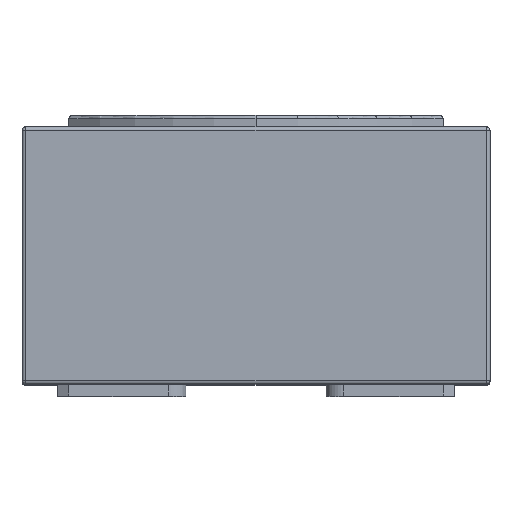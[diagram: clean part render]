
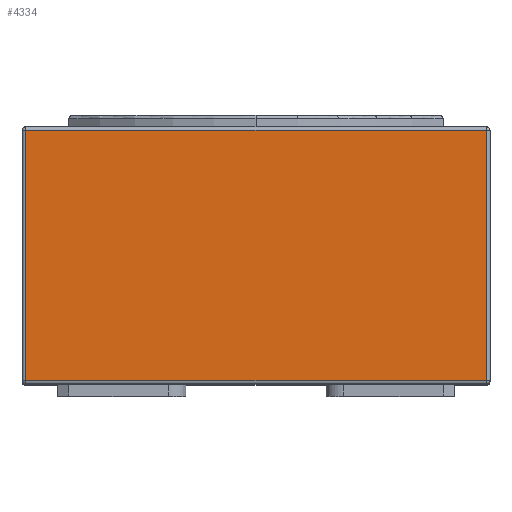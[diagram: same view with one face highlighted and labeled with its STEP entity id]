
A CAD part, top view. The second image highlights one B-rep face of the part: STEP entity #4334.
In plain terms, the highlighted planar face has unit normal (0, 0, 1).
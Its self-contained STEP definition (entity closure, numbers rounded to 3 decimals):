
#35 = VECTOR ( 'NONE', #3672, 1000. ) ;
#43 = AXIS2_PLACEMENT_3D ( 'NONE', #2404, #700, #4979 ) ;
#196 = ORIENTED_EDGE ( 'NONE', *, *, #2748, .T. ) ;
#526 = ORIENTED_EDGE ( 'NONE', *, *, #3169, .T. ) ;
#700 = DIRECTION ( 'NONE',  ( 0., 0., -1. ) ) ;
#739 = CARTESIAN_POINT ( 'NONE',  ( 0.985, 1.15, 1.25 ) ) ;
#753 = EDGE_CURVE ( 'NONE', #1136, #1323, #4848, .T. ) ;
#808 = CARTESIAN_POINT ( 'NONE',  ( -1., 1.135, 1.25 ) ) ;
#885 = FACE_OUTER_BOUND ( 'NONE', #2262, .T. ) ;
#1060 = ORIENTED_EDGE ( 'NONE', *, *, #5363, .T. ) ;
#1123 = DIRECTION ( 'NONE',  ( 0., -1., 0. ) ) ;
#1136 = VERTEX_POINT ( 'NONE', #3985 ) ;
#1323 = VERTEX_POINT ( 'NONE', #3646 ) ;
#1920 = CARTESIAN_POINT ( 'NONE',  ( -1., 0.065, 1.25 ) ) ;
#2262 = EDGE_LOOP ( 'NONE', ( #3766, #196, #526, #1060 ) ) ;
#2404 = CARTESIAN_POINT ( 'NONE',  ( -1., 1.15, 1.25 ) ) ;
#2543 = DIRECTION ( 'NONE',  ( -1., 0., 0. ) ) ;
#2551 = LINE ( 'NONE', #808, #3141 ) ;
#2748 = EDGE_CURVE ( 'NONE', #1323, #5288, #3084, .T. ) ;
#2859 = DIRECTION ( 'NONE',  ( 0., 1., 0. ) ) ;
#3084 = LINE ( 'NONE', #739, #5269 ) ;
#3090 = VECTOR ( 'NONE', #1123, 1000. ) ;
#3141 = VECTOR ( 'NONE', #2543, 1000. ) ;
#3169 = EDGE_CURVE ( 'NONE', #5288, #4904, #2551, .T. ) ;
#3298 = PLANE ( 'NONE',  #43 ) ;
#3559 = LINE ( 'NONE', #4564, #3090 ) ;
#3646 = CARTESIAN_POINT ( 'NONE',  ( 0.985, 0.065, 1.25 ) ) ;
#3672 = DIRECTION ( 'NONE',  ( 1., 0., 0. ) ) ;
#3766 = ORIENTED_EDGE ( 'NONE', *, *, #753, .T. ) ;
#3769 = CARTESIAN_POINT ( 'NONE',  ( -0.985, 1.135, 1.25 ) ) ;
#3985 = CARTESIAN_POINT ( 'NONE',  ( -0.985, 0.065, 1.25 ) ) ;
#4334 = ADVANCED_FACE ( 'NONE', ( #885 ), #3298, .F. ) ;
#4564 = CARTESIAN_POINT ( 'NONE',  ( -0.985, 1.15, 1.25 ) ) ;
#4848 = LINE ( 'NONE', #1920, #35 ) ;
#4904 = VERTEX_POINT ( 'NONE', #3769 ) ;
#4979 = DIRECTION ( 'NONE',  ( -1., 0., 0. ) ) ;
#5269 = VECTOR ( 'NONE', #2859, 1000. ) ;
#5273 = CARTESIAN_POINT ( 'NONE',  ( 0.985, 1.135, 1.25 ) ) ;
#5288 = VERTEX_POINT ( 'NONE', #5273 ) ;
#5363 = EDGE_CURVE ( 'NONE', #4904, #1136, #3559, .T. ) ;
